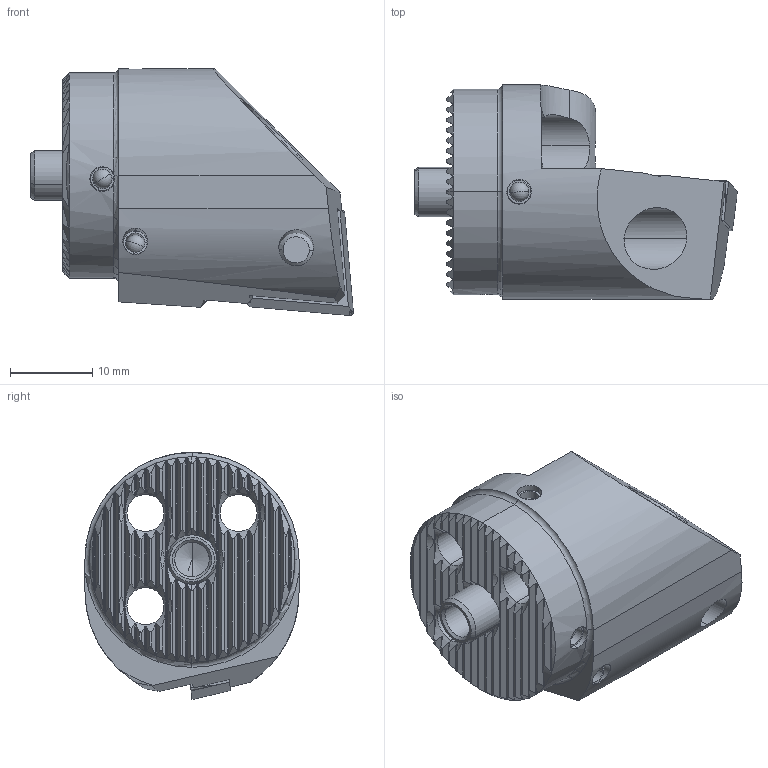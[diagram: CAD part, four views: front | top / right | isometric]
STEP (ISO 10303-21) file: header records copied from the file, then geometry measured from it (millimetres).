
FILE_DESCRIPTION (( 'STEP AP214' ), '1' );
FILE_NAME ('WK3.BCC.RLA.035.STEP', '2020-09-16T12:05:26', ( '' ), ( '' ), 'SwSTEP 2.0', 'SolidWorks 2017', '' );
FILE_SCHEMA (( 'AUTOMOTIVE_DESIGN' ));
Length unit declared in the file: millimetre
Products named in the file (7): WK3-BCC.RLA.035_A; KVT_MB_600_030; WK3-ER1.001.006_A_Fertigbearbeitung; WCC-ER2.001.010_A; WK3.BCC.RLA.035; WKX-ER1.004.005_A_PreviewCfg; CCMT120404
Assembly tree (9 placements, depth 2):
  WK3.BCC.RLA.035
    WK3-BCC.RLA.035_A
    CCMT120404
    WCC-ER2.001.010_A
    KVT_MB_600_030  x3
    WKX-ER1.004.005_A_PreviewCfg  x2
    WK3-ER1.001.006_A_Fertigbearbeitung
Bounding box: 39.2 x 26 x 30 mm (x, y, z)
Volume: 10483.4 mm3; surface area: 6960.6 mm2
Topology: 12 solids, 12 shells, 520 faces, 1379 edges, 856 vertices
Faces by surface type: plane 177, cylinder 174, cone 140, bspline 12, torus 11, sphere 6
Entity records: 15866 total; most frequent: CARTESIAN_POINT 5097, ORIENTED_EDGE 2364, DIRECTION 1918, EDGE_CURVE 1182, VERTEX_POINT 757, AXIS2_PLACEMENT_3D 730, EDGE_LOOP 463, VECTOR 458
